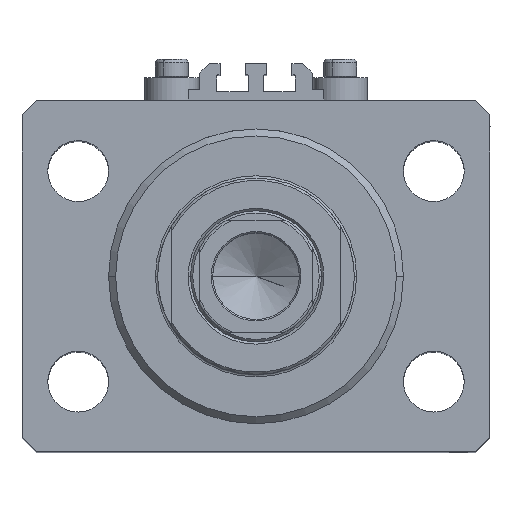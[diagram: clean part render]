
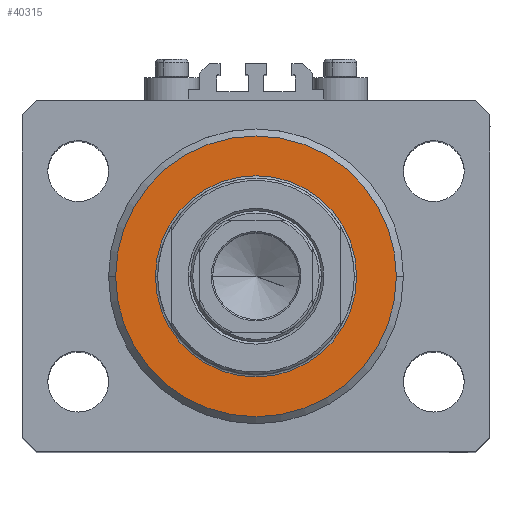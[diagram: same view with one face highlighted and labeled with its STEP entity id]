
A CAD part, top view. The second image highlights one B-rep face of the part: STEP entity #40315.
In plain terms, the highlighted face is planar.
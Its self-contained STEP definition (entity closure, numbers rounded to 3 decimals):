
#444 = VERTEX_POINT ( 'NONE', #1366 ) ;
#1366 = CARTESIAN_POINT ( 'NONE',  ( 30., 0., 0. ) ) ;
#2169 = EDGE_CURVE ( 'NONE', #43331, #444, #25311, .T. ) ;
#3266 = DIRECTION ( 'NONE',  ( 0., 0., -1. ) ) ;
#3860 = DIRECTION ( 'NONE',  ( 0., 0., 1. ) ) ;
#5060 = FACE_OUTER_BOUND ( 'NONE', #36640, .T. ) ;
#5572 = ORIENTED_EDGE ( 'NONE', *, *, #2169, .T. ) ;
#6717 = CARTESIAN_POINT ( 'NONE',  ( 0., 0., 0. ) ) ;
#6852 = CARTESIAN_POINT ( 'NONE',  ( 21.5, 0., 0. ) ) ;
#8650 = FACE_BOUND ( 'NONE', #32265, .T. ) ;
#8802 = VERTEX_POINT ( 'NONE', #6852 ) ;
#13136 = AXIS2_PLACEMENT_3D ( 'NONE', #23730, #30898, #34500 ) ;
#14615 = DIRECTION ( 'NONE',  ( 1., 0., 0. ) ) ;
#15359 = DIRECTION ( 'NONE',  ( 1., 0., 0. ) ) ;
#16640 = DIRECTION ( 'NONE',  ( 1., 0., 0. ) ) ;
#17374 = CARTESIAN_POINT ( 'NONE',  ( 0., 0., 0. ) ) ;
#17905 = ORIENTED_EDGE ( 'NONE', *, *, #41805, .T. ) ;
#22814 = CIRCLE ( 'NONE', #45007, 21.5 ) ;
#23730 = CARTESIAN_POINT ( 'NONE',  ( 0., 0., 0. ) ) ;
#23788 = AXIS2_PLACEMENT_3D ( 'NONE', #17374, #3266, #43027 ) ;
#25311 = CIRCLE ( 'NONE', #23788, 30. ) ;
#26722 = VERTEX_POINT ( 'NONE', #27680 ) ;
#26912 = EDGE_CURVE ( 'NONE', #26722, #8802, #22814, .T. ) ;
#27436 = CARTESIAN_POINT ( 'NONE',  ( 0., 0., 0. ) ) ;
#27680 = CARTESIAN_POINT ( 'NONE',  ( -21.5, 0., 0. ) ) ;
#28848 = ORIENTED_EDGE ( 'NONE', *, *, #34558, .T. ) ;
#30686 = DIRECTION ( 'NONE',  ( 0., 0., 1. ) ) ;
#30898 = DIRECTION ( 'NONE',  ( 0., 0., 1. ) ) ;
#32070 = CIRCLE ( 'NONE', #40528, 21.5 ) ;
#32265 = EDGE_LOOP ( 'NONE', ( #28848, #40915 ) ) ;
#34500 = DIRECTION ( 'NONE',  ( 1., 0., 0. ) ) ;
#34558 = EDGE_CURVE ( 'NONE', #8802, #26722, #32070, .T. ) ;
#34853 = DIRECTION ( 'NONE',  ( 0., 0., -1. ) ) ;
#36566 = AXIS2_PLACEMENT_3D ( 'NONE', #27436, #34853, #16640 ) ;
#36640 = EDGE_LOOP ( 'NONE', ( #17905, #5572 ) ) ;
#40315 = ADVANCED_FACE ( 'NONE', ( #8650, #5060 ), #42408, .F. ) ;
#40424 = CIRCLE ( 'NONE', #36566, 30. ) ;
#40528 = AXIS2_PLACEMENT_3D ( 'NONE', #6717, #3860, #14615 ) ;
#40775 = CARTESIAN_POINT ( 'NONE',  ( 0., 0., 0. ) ) ;
#40915 = ORIENTED_EDGE ( 'NONE', *, *, #26912, .T. ) ;
#41805 = EDGE_CURVE ( 'NONE', #444, #43331, #40424, .T. ) ;
#42408 = PLANE ( 'NONE',  #13136 ) ;
#43027 = DIRECTION ( 'NONE',  ( 1., 0., 0. ) ) ;
#43331 = VERTEX_POINT ( 'NONE', #47048 ) ;
#45007 = AXIS2_PLACEMENT_3D ( 'NONE', #40775, #30686, #15359 ) ;
#47048 = CARTESIAN_POINT ( 'NONE',  ( -30., 0., 0. ) ) ;
